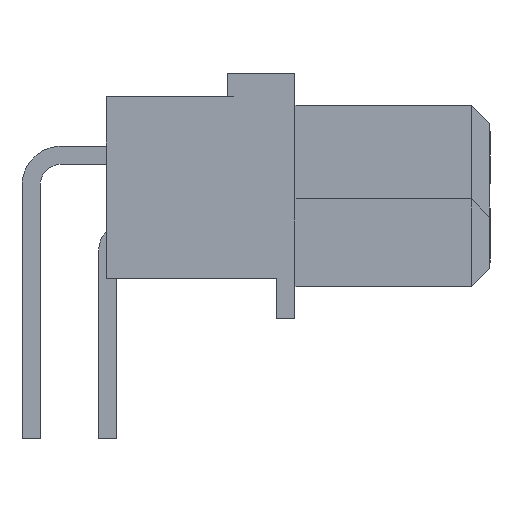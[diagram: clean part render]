
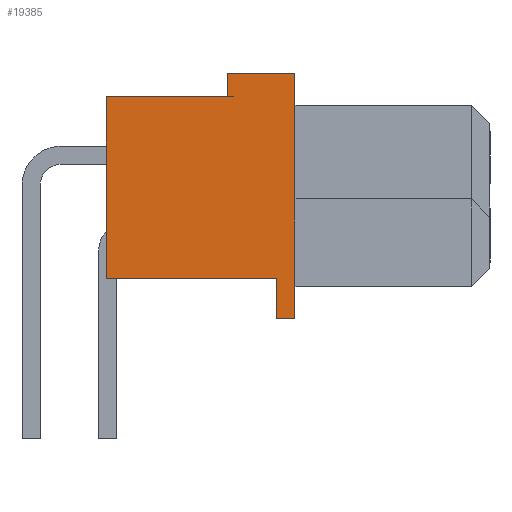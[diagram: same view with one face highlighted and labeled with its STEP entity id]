
A CAD part, front view. The second image highlights one B-rep face of the part: STEP entity #19385.
In plain terms, the highlighted planar face has unit normal (0, -1, 0).
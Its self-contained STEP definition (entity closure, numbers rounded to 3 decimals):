
#18031=CARTESIAN_POINT('',(5.59,-86.37,0.));
#18032=VERTEX_POINT('',#18031);
#18039=CARTESIAN_POINT('',(-0.06,-86.37,0.));
#18040=VERTEX_POINT('',#18039);
#18041=CARTESIAN_POINT('',(-0.06,-86.37,0.));
#18042=DIRECTION('',(1.0,0.0,0.0));
#18043=VECTOR('',#18042,5.65);
#18044=LINE('',#18041,#18043);
#18045=EDGE_CURVE('',#18040,#18032,#18044,.T.);
#19182=CARTESIAN_POINT('',(6.19,-86.37,-1.325));
#19183=VERTEX_POINT('',#19182);
#19190=CARTESIAN_POINT('',(5.59,-86.37,-1.325));
#19191=VERTEX_POINT('',#19190);
#19192=CARTESIAN_POINT('',(6.19,-86.37,-1.325));
#19193=DIRECTION('',(-1.0,0.0,0.0));
#19194=VECTOR('',#19193,0.6);
#19195=LINE('',#19192,#19194);
#19196=EDGE_CURVE('',#19183,#19191,#19195,.T.);
#19220=CARTESIAN_POINT('',(6.19,-86.37,6.775));
#19221=VERTEX_POINT('',#19220);
#19230=CARTESIAN_POINT('',(6.19,-86.37,6.775));
#19231=DIRECTION('',(0.0,0.0,-1.0));
#19232=VECTOR('',#19231,8.1);
#19233=LINE('',#19230,#19232);
#19234=EDGE_CURVE('',#19221,#19183,#19233,.T.);
#19333=CARTESIAN_POINT('',(5.59,-86.37,0.));
#19334=DIRECTION('',(0.0,0.0,-1.0));
#19335=VECTOR('',#19334,1.325);
#19336=LINE('',#19333,#19335);
#19337=EDGE_CURVE('',#18032,#19191,#19336,.T.);
#19344=CARTESIAN_POINT('',(3.065,-86.37,-1.325));
#19345=DIRECTION('',(0.0,-1.0,0.0));
#19346=DIRECTION('',(0.0,0.0,-1.0));
#19347=AXIS2_PLACEMENT_3D('',#19344,#19345,#19346);
#19348=PLANE('',#19347);
#19349=CARTESIAN_POINT('',(3.955,-86.37,6.775));
#19350=VERTEX_POINT('',#19349);
#19351=CARTESIAN_POINT('',(3.955,-86.37,6.));
#19352=VERTEX_POINT('',#19351);
#19353=CARTESIAN_POINT('',(3.955,-86.37,6.775));
#19354=DIRECTION('',(0.0,0.0,-1.0));
#19355=VECTOR('',#19354,0.775);
#19356=LINE('',#19353,#19355);
#19357=EDGE_CURVE('',#19350,#19352,#19356,.T.);
#19358=ORIENTED_EDGE('',*,*,#19357,.T.);
#19359=CARTESIAN_POINT('',(-0.06,-86.37,6.));
#19360=VERTEX_POINT('',#19359);
#19361=CARTESIAN_POINT('',(3.955,-86.37,6.));
#19362=DIRECTION('',(-1.0,0.0,0.0));
#19363=VECTOR('',#19362,4.015);
#19364=LINE('',#19361,#19363);
#19365=EDGE_CURVE('',#19352,#19360,#19364,.T.);
#19366=ORIENTED_EDGE('',*,*,#19365,.T.);
#19367=CARTESIAN_POINT('',(-0.06,-86.37,6.));
#19368=DIRECTION('',(0.0,0.0,-1.0));
#19369=VECTOR('',#19368,6.0);
#19370=LINE('',#19367,#19369);
#19371=EDGE_CURVE('',#19360,#18040,#19370,.T.);
#19372=ORIENTED_EDGE('',*,*,#19371,.T.);
#19373=ORIENTED_EDGE('',*,*,#18045,.T.);
#19374=ORIENTED_EDGE('',*,*,#19337,.T.);
#19375=ORIENTED_EDGE('',*,*,#19196,.F.);
#19376=ORIENTED_EDGE('',*,*,#19234,.F.);
#19377=CARTESIAN_POINT('',(3.955,-86.37,6.775));
#19378=DIRECTION('',(1.0,0.0,0.0));
#19379=VECTOR('',#19378,2.235);
#19380=LINE('',#19377,#19379);
#19381=EDGE_CURVE('',#19350,#19221,#19380,.T.);
#19382=ORIENTED_EDGE('',*,*,#19381,.F.);
#19383=EDGE_LOOP('',(#19358,#19366,#19372,#19373,#19374,#19375,#19376,#19382));
#19384=FACE_OUTER_BOUND('',#19383,.T.);
#19385=ADVANCED_FACE('',(#19384),#19348,.T.);
